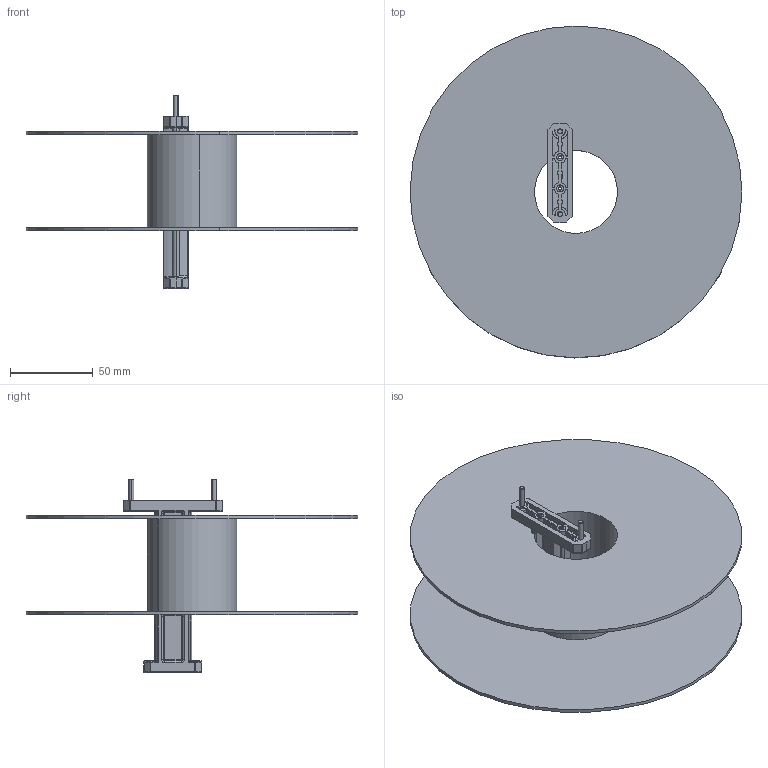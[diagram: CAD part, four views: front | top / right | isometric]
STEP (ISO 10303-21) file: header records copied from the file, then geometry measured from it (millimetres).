
FILE_DESCRIPTION (( 'STEP AP214' ), '1' );
FILE_NAME ('MP4602-10000 蹋殤郪璃 filament holder kit.step', '2025-03-25T06:42:33', ( 'Windows User' ), ( 'P R C' ), 'SwSTEP 2.0', 'SolidWorks 2020', '' );
FILE_SCHEMA (( 'AUTOMOTIVE_DESIGN' ));
Length unit declared in the file: millimetre
Products named in the file (5): GB-T-70.1-2000-M3x16 内六角圆柱头螺丝 hexagon socket countersunk head screw; JXHMP4602-10001-d 蹋殤 filament holder; 1KG瘧第 filament ; MP4602-10000 蹋殤郪璃 filament holder kit; 外径4mm,内径2mm长度xxmm 铁氟龙管 ptfe tube
Assembly tree (6 placements, depth 2):
  MP4602-10000 蹋殤郪璃 filament holder kit
    1KG瘧第 filament 
    JXHMP4602-10001-d 蹋殤 filament holder
    外径4mm,内径2mm长度xxmm 铁氟龙管 ptfe tube  x2
    GB-T-70.1-2000-M3x16 内六角圆柱头螺丝 hexagon socket countersunk head screw  x2
Bounding box: 200 x 200 x 116.4 mm (x, y, z)
Volume: 158931.5 mm3; surface area: 157905.7 mm2
Topology: 6 solids, 6 shells, 624 faces, 1505 edges, 905 vertices
Faces by surface type: plane 191, cylinder 167, cone 126, torus 90, bspline 26, sphere 24
Entity records: 17900 total; most frequent: CARTESIAN_POINT 3693, DIRECTION 3143, ORIENTED_EDGE 2862, EDGE_CURVE 1431, AXIS2_PLACEMENT_3D 1224, VERTEX_POINT 864, VECTOR 695, LINE 695
